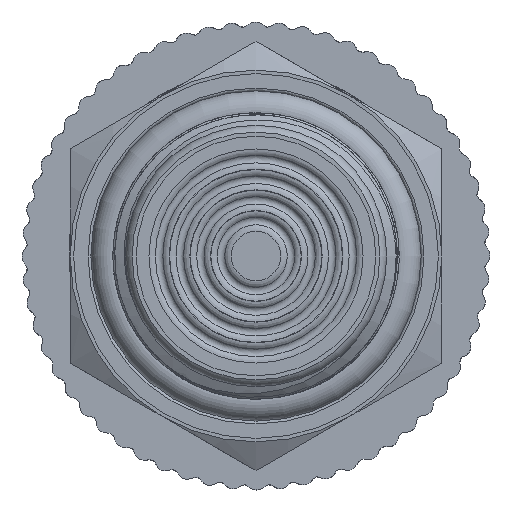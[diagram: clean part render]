
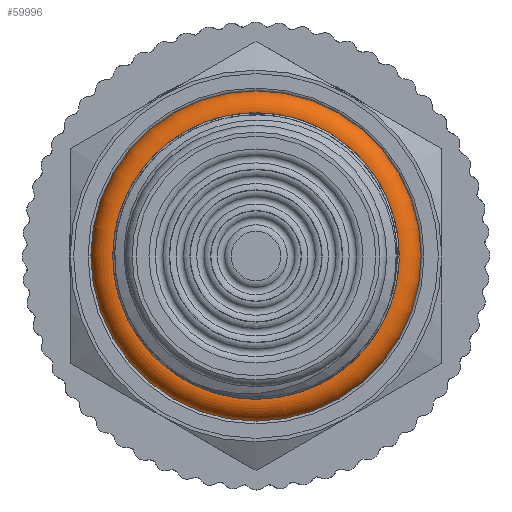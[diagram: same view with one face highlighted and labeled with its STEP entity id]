
A CAD part, left-side view. The second image highlights one B-rep face of the part: STEP entity #59996.
In plain terms, the highlighted toroidal (fillet/blend) face has major radius 10.6 mm and minor radius 1.4 mm.
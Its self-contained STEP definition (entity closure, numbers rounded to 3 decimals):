
#59=TOROIDAL_SURFACE('',#67867,10.6,1.4);
#11606=FACE_OUTER_BOUND('',#15635,.T.);
#15635=EDGE_LOOP('',(#55779,#55780,#55781,#55782));
#16432=CIRCLE('',#67868,1.4);
#16433=CIRCLE('',#67869,9.2);
#28608=VERTEX_POINT('',#134632);
#37665=EDGE_CURVE('',#28608,#28608,#16432,.T.);
#37666=EDGE_CURVE('',#28608,#28608,#16433,.T.);
#55779=ORIENTED_EDGE('',*,*,#37665,.F.);
#55780=ORIENTED_EDGE('',*,*,#37666,.T.);
#55781=ORIENTED_EDGE('',*,*,#37665,.T.);
#55782=ORIENTED_EDGE('',*,*,#37666,.F.);
#59996=ADVANCED_FACE('',(#11606),#59,.T.);
#67867=AXIS2_PLACEMENT_3D('',#134631,#85955,#85956);
#67868=AXIS2_PLACEMENT_3D('',#134633,#85957,#85958);
#67869=AXIS2_PLACEMENT_3D('',#134634,#85959,#85960);
#85955=DIRECTION('center_axis',(1.,0.,0.));
#85956=DIRECTION('ref_axis',(0.,0.,-1.));
#85957=DIRECTION('center_axis',(0.,-1.,0.));
#85958=DIRECTION('ref_axis',(0.,0.,1.));
#85959=DIRECTION('center_axis',(-1.,0.,0.));
#85960=DIRECTION('ref_axis',(0.,0.,-1.));
#134631=CARTESIAN_POINT('Origin',(20.7,0.,0.));
#134632=CARTESIAN_POINT('',(20.7,0.,9.2));
#134633=CARTESIAN_POINT('Origin',(20.7,0.,10.6));
#134634=CARTESIAN_POINT('Origin',(20.7,0.,0.));
